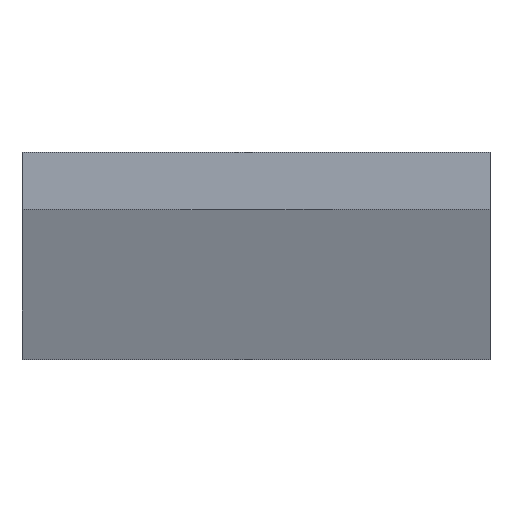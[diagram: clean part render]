
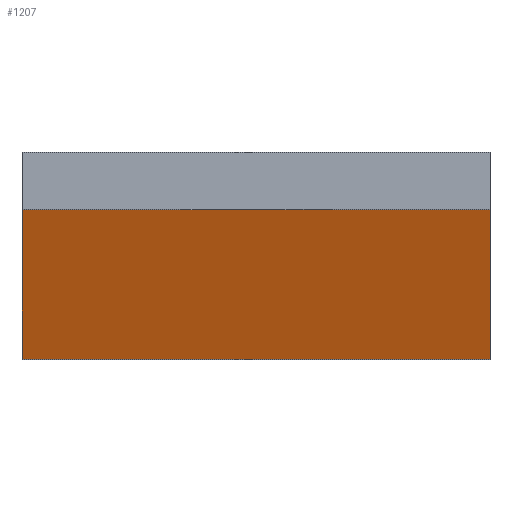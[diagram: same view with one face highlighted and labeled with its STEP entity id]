
A CAD part, top view. The second image highlights one B-rep face of the part: STEP entity #1207.
In plain terms, the highlighted planar face has unit normal (0, -0.342, 0.94).
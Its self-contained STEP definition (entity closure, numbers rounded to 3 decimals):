
#92=FACE_OUTER_BOUND('',#157,.T.);
#157=EDGE_LOOP('',(#991,#992,#993,#994,#995,#996));
#290=LINE('',#1883,#451);
#291=LINE('',#1885,#452);
#292=LINE('',#1887,#453);
#293=LINE('',#1889,#454);
#294=LINE('',#1891,#455);
#295=LINE('',#1892,#456);
#451=VECTOR('',#1544,10.);
#452=VECTOR('',#1545,10.);
#453=VECTOR('',#1546,10.);
#454=VECTOR('',#1547,10.);
#455=VECTOR('',#1548,10.);
#456=VECTOR('',#1549,10.);
#576=VERTEX_POINT('',#1881);
#577=VERTEX_POINT('',#1882);
#578=VERTEX_POINT('',#1884);
#579=VERTEX_POINT('',#1886);
#580=VERTEX_POINT('',#1888);
#581=VERTEX_POINT('',#1890);
#720=EDGE_CURVE('',#576,#577,#290,.T.);
#721=EDGE_CURVE('',#577,#578,#291,.T.);
#722=EDGE_CURVE('',#578,#579,#292,.T.);
#723=EDGE_CURVE('',#579,#580,#293,.T.);
#724=EDGE_CURVE('',#580,#581,#294,.T.);
#725=EDGE_CURVE('',#581,#576,#295,.T.);
#991=ORIENTED_EDGE('',*,*,#720,.T.);
#992=ORIENTED_EDGE('',*,*,#721,.T.);
#993=ORIENTED_EDGE('',*,*,#722,.T.);
#994=ORIENTED_EDGE('',*,*,#723,.T.);
#995=ORIENTED_EDGE('',*,*,#724,.T.);
#996=ORIENTED_EDGE('',*,*,#725,.T.);
#1143=PLANE('',#1314);
#1207=ADVANCED_FACE('',(#92),#1143,.T.);
#1314=AXIS2_PLACEMENT_3D('',#1880,#1542,#1543);
#1542=DIRECTION('center_axis',(0.,-0.342,
0.94));
#1543=DIRECTION('ref_axis',(1.,0.,0.));
#1544=DIRECTION('',(0.,0.94,0.342));
#1545=DIRECTION('',(-1.,0.,0.));
#1546=DIRECTION('',(-1.,0.,0.));
#1547=DIRECTION('',(-1.,0.,0.));
#1548=DIRECTION('',(0.,-0.94,-0.342));
#1549=DIRECTION('',(1.,0.,0.));
#1880=CARTESIAN_POINT('Origin',(-2.668,0.15,13.081));
#1881=CARTESIAN_POINT('',(5.335,-1.55,12.463));
#1882=CARTESIAN_POINT('',(5.335,1.85,13.7));
#1883=CARTESIAN_POINT('',(5.335,-2.012,12.294));
#1884=CARTESIAN_POINT('',(4.735,1.85,13.7));
#1885=CARTESIAN_POINT('',(-2.668,1.85,13.7));
#1886=CARTESIAN_POINT('',(-4.735,1.85,13.7));
#1887=CARTESIAN_POINT('',(0.,1.85,13.7));
#1888=CARTESIAN_POINT('',(-5.335,1.85,13.7));
#1889=CARTESIAN_POINT('',(-2.668,1.85,13.7));
#1890=CARTESIAN_POINT('',(-5.335,-1.55,12.463));
#1891=CARTESIAN_POINT('',(-5.335,0.063,13.05));
#1892=CARTESIAN_POINT('',(-2.668,-1.55,12.463));
